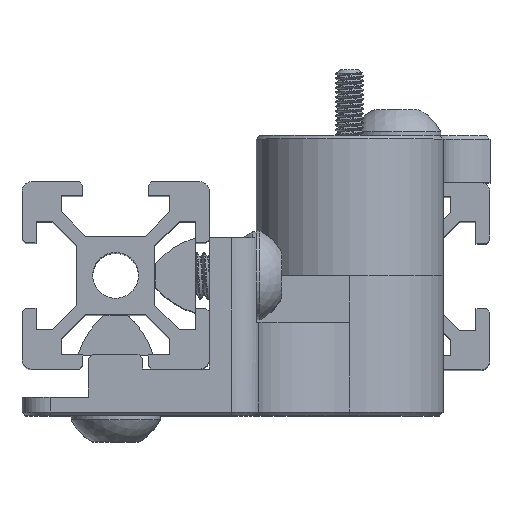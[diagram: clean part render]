
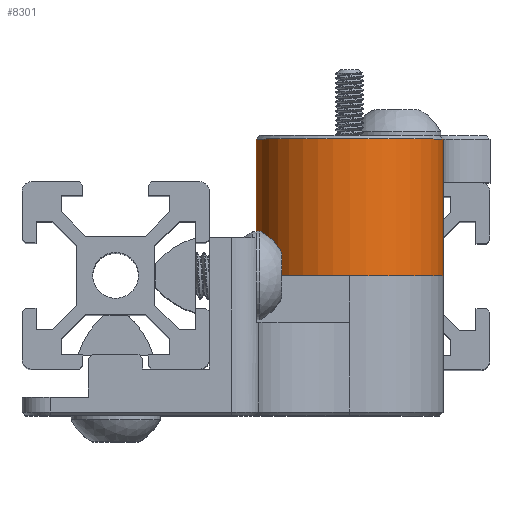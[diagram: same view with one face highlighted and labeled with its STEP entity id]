
A CAD part, top view. The second image highlights one B-rep face of the part: STEP entity #8301.
In plain terms, the highlighted cylindrical face has radius 10 mm (diameter 20 mm), a partial arc.
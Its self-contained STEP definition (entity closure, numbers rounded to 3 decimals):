
#1035=LINE('',#23661,#1639);
#1089=LINE('',#23830,#1693);
#1639=VECTOR('',#10061,10.);
#1693=VECTOR('',#10253,10.);
#2111=CYLINDRICAL_SURFACE('',#8912,10.);
#2446=FACE_OUTER_BOUND('',#2937,.T.);
#2937=EDGE_LOOP('',(#6587,#6588,#6589,#6590));
#3293=CIRCLE('',#8838,10.);
#3301=CIRCLE('',#8856,10.);
#3720=VERTEX_POINT('',#23633);
#3721=VERTEX_POINT('',#23637);
#3729=VERTEX_POINT('',#23659);
#3747=VERTEX_POINT('',#23708);
#4686=EDGE_CURVE('',#3721,#3720,#3293,.T.);
#4697=EDGE_CURVE('',#3721,#3729,#1035,.T.);
#4721=EDGE_CURVE('',#3747,#3729,#3301,.T.);
#4782=EDGE_CURVE('',#3720,#3747,#1089,.T.);
#6587=ORIENTED_EDGE('',*,*,#4686,.F.);
#6588=ORIENTED_EDGE('',*,*,#4697,.T.);
#6589=ORIENTED_EDGE('',*,*,#4721,.F.);
#6590=ORIENTED_EDGE('',*,*,#4782,.F.);
#8301=ADVANCED_FACE('',(#2446),#2111,.T.);
#8838=AXIS2_PLACEMENT_3D('',#23639,#10042,#10043);
#8856=AXIS2_PLACEMENT_3D('',#23710,#10105,#10106);
#8912=AXIS2_PLACEMENT_3D('',#23831,#10254,#10255);
#10042=DIRECTION('center_axis',(-1.,0.,0.));
#10043=DIRECTION('ref_axis',(0.,0.,-1.));
#10061=DIRECTION('',(1.,0.,0.));
#10105=DIRECTION('center_axis',(1.,0.,0.));
#10106=DIRECTION('ref_axis',(0.,0.,
1.));
#10253=DIRECTION('',(1.,0.,0.));
#10254=DIRECTION('center_axis',(1.,0.,0.));
#10255=DIRECTION('ref_axis',(0.,0.,-1.));
#23633=CARTESIAN_POINT('',(0.4,-20.,20.));
#23637=CARTESIAN_POINT('',(0.4,-20.,0.));
#23639=CARTESIAN_POINT('Origin',(0.4,-20.,10.));
#23659=CARTESIAN_POINT('',(15.,-20.,0.));
#23661=CARTESIAN_POINT('',(0.,-20.,0.));
#23708=CARTESIAN_POINT('',(15.,-20.,20.));
#23710=CARTESIAN_POINT('Origin',(15.,-20.,10.));
#23830=CARTESIAN_POINT('',(0.,-20.,20.));
#23831=CARTESIAN_POINT('Origin',(0.,-20.,10.));
